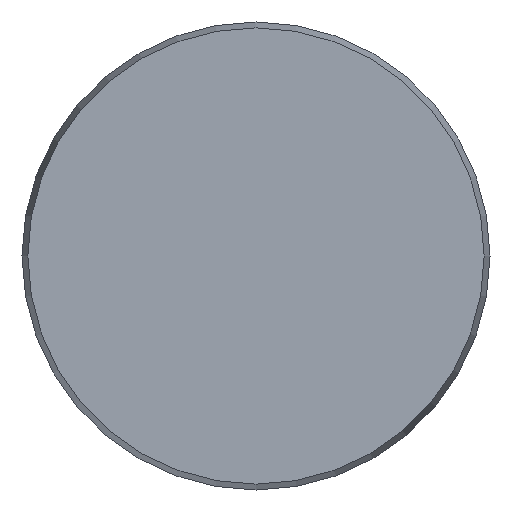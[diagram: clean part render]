
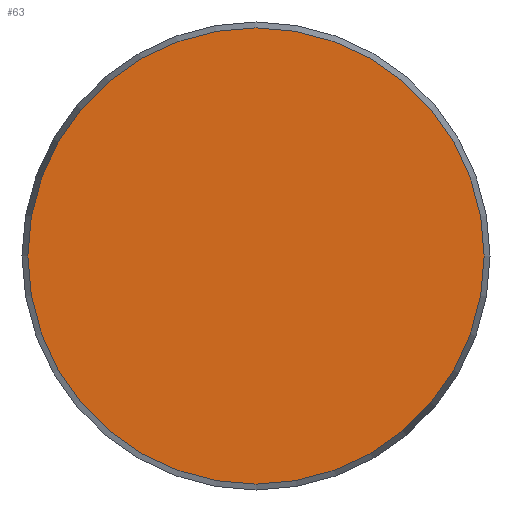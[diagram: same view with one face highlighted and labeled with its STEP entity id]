
A CAD part, front view. The second image highlights one B-rep face of the part: STEP entity #63.
In plain terms, the highlighted planar face has unit normal (0, -1, 0).
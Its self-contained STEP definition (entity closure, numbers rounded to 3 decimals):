
#63 = ADVANCED_FACE( '', ( #158 ), #159, .F. );
#158 = FACE_OUTER_BOUND( '', #297, .T. );
#159 = PLANE( '', #298 );
#297 = EDGE_LOOP( '', ( #464 ) );
#298 = AXIS2_PLACEMENT_3D( '', #465, #466, #467 );
#464 = ORIENTED_EDGE( '', *, *, #751, .T. );
#465 = CARTESIAN_POINT( '', ( 48.75, 0., 0. ) );
#466 = DIRECTION( '', ( 0., 1., 0. ) );
#467 = DIRECTION( '', ( 0., 0., 1. ) );
#751 = EDGE_CURVE( '', #857, #857, #858, .T. );
#857 = VERTEX_POINT( '', #1008 );
#858 = CIRCLE( '', #1009, 48.75 );
#1008 = CARTESIAN_POINT( '', ( 0., 0., -48.75 ) );
#1009 = AXIS2_PLACEMENT_3D( '', #1340, #1341, #1342 );
#1340 = CARTESIAN_POINT( '', ( 0., 0., 0. ) );
#1341 = DIRECTION( '', ( 0., -1., 0. ) );
#1342 = DIRECTION( '', ( 0., 0., -1. ) );
